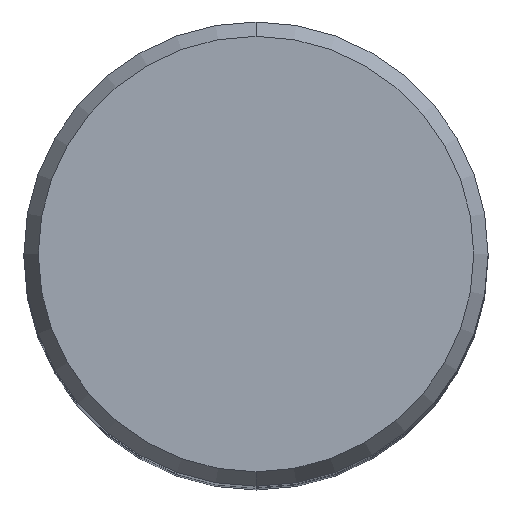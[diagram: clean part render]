
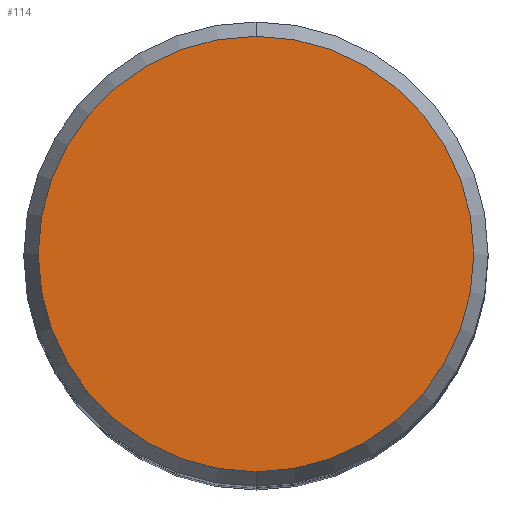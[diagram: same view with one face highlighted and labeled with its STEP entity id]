
A CAD part, top view. The second image highlights one B-rep face of the part: STEP entity #114.
In plain terms, the highlighted planar face has unit normal (0, 0, 1).
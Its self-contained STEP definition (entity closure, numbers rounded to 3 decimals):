
#114=ADVANCED_FACE('',(#241),#242,.T.);
#118=EDGE_CURVE('',#154,#146,#246,.T.);
#146=VERTEX_POINT('',#278);
#148=EDGE_CURVE('',#146,#154,#280,.T.);
#154=VERTEX_POINT('',#287);
#241=FACE_OUTER_BOUND('',#379,.T.);
#242=PLANE('',#380);
#246=CIRCLE('',#386,10.425);
#278=CARTESIAN_POINT('',(0.0,10.425,0.01));
#280=CIRCLE('',#426,10.425);
#287=CARTESIAN_POINT('',(0.,-10.425,0.01));
#379=EDGE_LOOP('',(#528,#529));
#380=AXIS2_PLACEMENT_3D('',#530,#531,#532);
#386=AXIS2_PLACEMENT_3D('',#536,#537,#538);
#426=AXIS2_PLACEMENT_3D('',#583,#584,#585);
#528=ORIENTED_EDGE('',*,*,#148,.F.);
#529=ORIENTED_EDGE('',*,*,#118,.F.);
#530=CARTESIAN_POINT('',(0.0,5.212,0.01));
#531=DIRECTION('',(-0.0,0.0,1.0));
#532=DIRECTION('',(0.0,-1.0,0.0));
#536=CARTESIAN_POINT('',(0.0,0.0,0.01));
#537=DIRECTION('',(0.0,0.0,-1.0));
#538=DIRECTION('',(0.0,1.0,0.0));
#583=CARTESIAN_POINT('',(0.0,0.0,0.01));
#584=DIRECTION('',(0.0,0.0,-1.0));
#585=DIRECTION('',(0.0,1.0,0.0));
